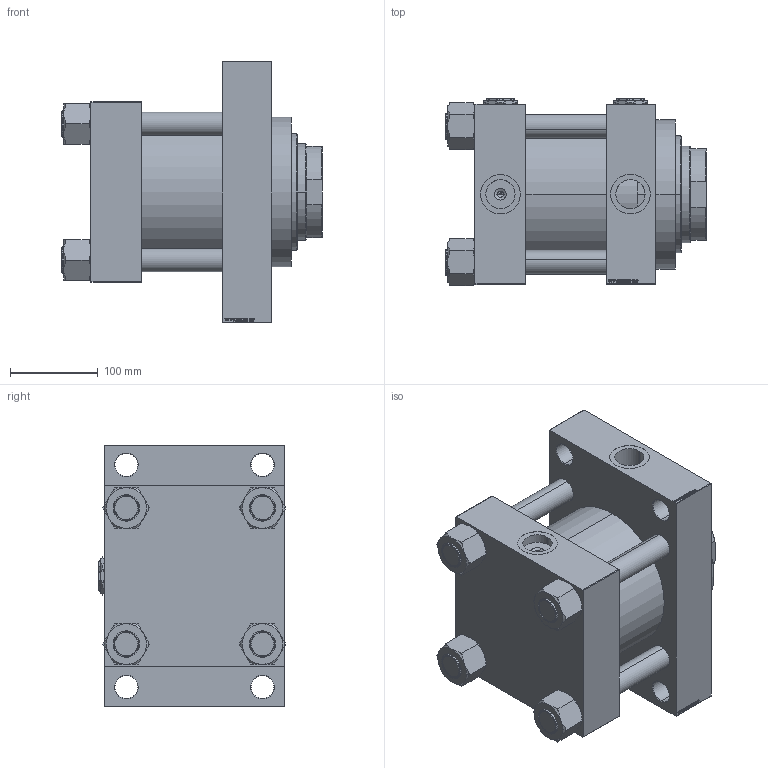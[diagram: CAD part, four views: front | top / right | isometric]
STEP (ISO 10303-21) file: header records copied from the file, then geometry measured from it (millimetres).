
FILE_DESCRIPTION (( 'STEP AP203' ), '1' );
FILE_NAME ('3a18.STEP', '2025-05-26T14:42:02', ( '' ), ( '' ), 'SwSTEP 2.0', 'SolidWorks 2019', '' );
FILE_SCHEMA (( 'CONFIG_CONTROL_DESIGN' ));
Length unit declared in the file: millimetre
Products named in the file (7): 3a18; NUT_M5_D f86e956b8cd9c148f9f6d75f40dbcf50; V215CR_D_TYCINKA f86e956b8cd9c148f9f6d75f40dbcf50; V215CR_VCP_D f86e956b8cd9c148f9f6d75f40dbcf50; Zatka_pro_OIL_PORT f86e956b8cd9c148f9f6d75f40dbcf50; V215CR_D_Body f86e956b8cd9c148f9f6d75f40dbcf50; V215_VC_A f86e956b8cd9c148f9f6d75f40dbcf50
Assembly tree (13 placements, depth 2):
  3a18
    V215CR_D_Body f86e956b8cd9c148f9f6d75f40dbcf50
    V215CR_VCP_D f86e956b8cd9c148f9f6d75f40dbcf50
    NUT_M5_D f86e956b8cd9c148f9f6d75f40dbcf50  x4
    V215CR_D_TYCINKA f86e956b8cd9c148f9f6d75f40dbcf50  x4
    V215_VC_A f86e956b8cd9c148f9f6d75f40dbcf50
    Zatka_pro_OIL_PORT f86e956b8cd9c148f9f6d75f40dbcf50  x2
Bounding box: 296 x 213.57 x 297 mm (x, y, z)
Volume: 8094719.5 mm3; surface area: 790925.8 mm2
Topology: 13 solids, 13 shells, 1252 faces, 3146 edges, 2036 vertices
Faces by surface type: plane 593, bspline 368, cone 184, cylinder 99, torus 8
Entity records: 49919 total; most frequent: CARTESIAN_POINT 25945, ORIENTED_EDGE 5364, DIRECTION 3534, EDGE_CURVE 2682, VERTEX_POINT 1756, VECTOR 1564, LINE 1564, EDGE_LOOP 1192
